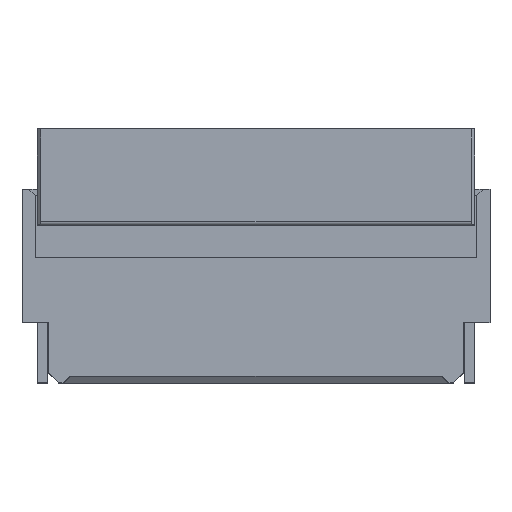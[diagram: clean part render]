
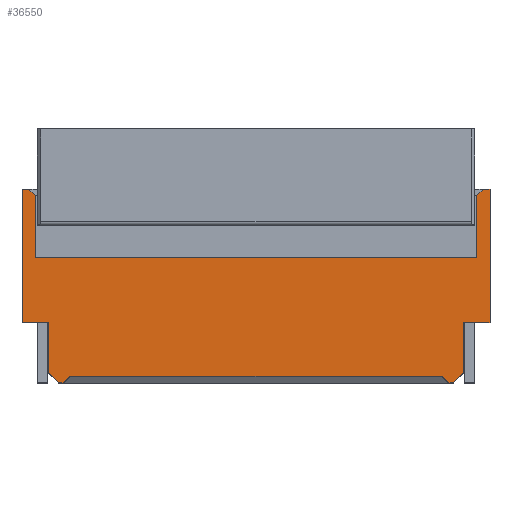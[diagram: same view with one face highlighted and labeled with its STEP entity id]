
A CAD part, top view. The second image highlights one B-rep face of the part: STEP entity #36550.
In plain terms, the highlighted planar face has unit normal (0, 0, 1).
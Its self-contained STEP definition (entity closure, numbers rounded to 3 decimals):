
#100=CARTESIAN_POINT('',(-3.4,1.,1.));
#110=VERTEX_POINT('',#100);
#360=CARTESIAN_POINT('',(-3.3,0.9,1.));
#370=VERTEX_POINT('',#360);
#400=CARTESIAN_POINT('',(13.5,-15.9,1.));
#410=DIRECTION('',(-0.707,0.707,0.));
#420=VECTOR('',#410,1.);
#430=LINE('',#400,#420);
#440=EDGE_CURVE('',#370,#110,#430,.T.);
#2820=CARTESIAN_POINT('',(-3.3,-0.02,1.));
#2830=VERTEX_POINT('',#2820);
#2860=CARTESIAN_POINT('',(-3.3,0.695,1.));
#2870=DIRECTION('',(0.,1.,0.));
#2880=VECTOR('',#2870,1.);
#2890=LINE('',#2860,#2880);
#2900=EDGE_CURVE('',#2830,#370,#2890,.T.);
#5880=CARTESIAN_POINT('',(13.5,1.,1.));
#5890=DIRECTION('',(-1.,0.,0.));
#5900=VECTOR('',#5890,1.);
#5910=LINE('',#5880,#5900);
#5920=CARTESIAN_POINT('',(-3.5,1.,1.));
#5930=VERTEX_POINT('',#5920);
#5940=EDGE_CURVE('',#110,#5930,#5910,.T.);
#15030=CARTESIAN_POINT('',(-2.953,-1.9,1.));
#15040=VERTEX_POINT('',#15030);
#15200=CARTESIAN_POINT('',(-3.103,-1.75,1.));
#15210=VERTEX_POINT('',#15200);
#15240=CARTESIAN_POINT('',(-5.547,0.695,1.));
#15250=DIRECTION('',(0.707,-0.707,
0.));
#15260=VECTOR('',#15250,1.);
#15270=LINE('',#15240,#15260);
#15280=EDGE_CURVE('',#15210,#15040,#15270,.T.);
#22020=CARTESIAN_POINT('',(-2.885,-1.9,1.));
#22030=VERTEX_POINT('',#22020);
#22060=CARTESIAN_POINT('',(-0.29,0.695,
1.));
#22070=DIRECTION('',(0.707,0.707,
0.));
#22080=VECTOR('',#22070,1.);
#22090=LINE('',#22060,#22080);
#22100=CARTESIAN_POINT('',(-2.785,-1.8,1.));
#22110=VERTEX_POINT('',#22100);
#22120=EDGE_CURVE('',#22030,#22110,#22090,.T.);
#22620=CARTESIAN_POINT('',(-3.103,-1.,1.));
#22630=VERTEX_POINT('',#22620);
#22660=CARTESIAN_POINT('',(-3.103,0.695,1.));
#22670=DIRECTION('',(0.,1.,0.));
#22680=VECTOR('',#22670,1.);
#22690=LINE('',#22660,#22680);
#22700=EDGE_CURVE('',#15210,#22630,#22690,.T.);
#23230=CARTESIAN_POINT('',(-3.5,-1.,1.));
#23240=VERTEX_POINT('',#23230);
#23270=CARTESIAN_POINT('',(13.5,-1.,1.));
#23280=DIRECTION('',(1.,0.,0.));
#23290=VECTOR('',#23280,1.);
#23300=LINE('',#23270,#23290);
#23310=EDGE_CURVE('',#23240,#22630,#23300,.T.);
#29210=CARTESIAN_POINT('',(-3.5,0.695,1.));
#29220=DIRECTION('',(0.,1.,0.));
#29230=VECTOR('',#29220,1.);
#29240=LINE('',#29210,#29230);
#29250=EDGE_CURVE('',#23240,#5930,#29240,.T.);
#31580=CARTESIAN_POINT('',(2.885,-1.9,1.));
#31590=VERTEX_POINT('',#31580);
#31620=CARTESIAN_POINT('',(4.,-1.9,1.));
#31630=DIRECTION('',(1.,0.,0.));
#31640=VECTOR('',#31630,1.);
#31650=LINE('',#31620,#31640);
#31660=CARTESIAN_POINT('',(2.953,-1.9,1.));
#31670=VERTEX_POINT('',#31660);
#31680=EDGE_CURVE('',#31590,#31670,#31650,.T.);
#31940=CARTESIAN_POINT('',(-4.,-1.9,1.));
#31950=DIRECTION('',(-1.,0.,0.));
#31960=VECTOR('',#31950,1.);
#31970=LINE('',#31940,#31960);
#31980=EDGE_CURVE('',#22030,#15040,#31970,.T.);
#35620=CARTESIAN_POINT('',(-41.677,-1.494,
1.));
#35630=DIRECTION('',(0.,0.,1.));
#35640=DIRECTION('',(0.,-1.,0.));
#35650=AXIS2_PLACEMENT_3D('',#35620,#35630,#35640);
#35660=PLANE('',#35650);
#35670=CARTESIAN_POINT('',(3.3,0.695,1.));
#35680=DIRECTION('',(0.,1.,0.));
#35690=VECTOR('',#35680,1.);
#35700=LINE('',#35670,#35690);
#35710=CARTESIAN_POINT('',(3.3,-0.02,1.));
#35720=VERTEX_POINT('',#35710);
#35730=CARTESIAN_POINT('',(3.3,0.9,1.));
#35740=VERTEX_POINT('',#35730);
#35750=EDGE_CURVE('',#35720,#35740,#35700,.T.);
#35760=ORIENTED_EDGE('',*,*,#35750,.F.);
#35770=CARTESIAN_POINT('',(-13.5,-15.9,1.));
#35780=DIRECTION('',(0.707,0.707,
0.));
#35790=VECTOR('',#35780,1.);
#35800=LINE('',#35770,#35790);
#35810=CARTESIAN_POINT('',(3.4,1.,1.));
#35820=VERTEX_POINT('',#35810);
#35830=EDGE_CURVE('',#35740,#35820,#35800,.T.);
#35840=ORIENTED_EDGE('',*,*,#35830,.F.);
#35850=CARTESIAN_POINT('',(-13.5,1.,1.));
#35860=DIRECTION('',(1.,0.,0.));
#35870=VECTOR('',#35860,1.);
#35880=LINE('',#35850,#35870);
#35890=CARTESIAN_POINT('',(3.5,1.,1.));
#35900=VERTEX_POINT('',#35890);
#35910=EDGE_CURVE('',#35820,#35900,#35880,.T.);
#35920=ORIENTED_EDGE('',*,*,#35910,.F.);
#35930=CARTESIAN_POINT('',(3.5,0.695,1.));
#35940=DIRECTION('',(0.,1.,0.));
#35950=VECTOR('',#35940,1.);
#35960=LINE('',#35930,#35950);
#35970=CARTESIAN_POINT('',(3.5,-1.,1.));
#35980=VERTEX_POINT('',#35970);
#35990=EDGE_CURVE('',#35980,#35900,#35960,.T.);
#36000=ORIENTED_EDGE('',*,*,#35990,.T.);
#36010=CARTESIAN_POINT('',(-13.5,-1.,1.));
#36020=DIRECTION('',(-1.,0.,0.));
#36030=VECTOR('',#36020,1.);
#36040=LINE('',#36010,#36030);
#36050=CARTESIAN_POINT('',(3.103,-1.,1.));
#36060=VERTEX_POINT('',#36050);
#36070=EDGE_CURVE('',#35980,#36060,#36040,.T.);
#36080=ORIENTED_EDGE('',*,*,#36070,.F.);
#36090=CARTESIAN_POINT('',(3.103,0.695,1.));
#36100=DIRECTION('',(0.,1.,0.));
#36110=VECTOR('',#36100,1.);
#36120=LINE('',#36090,#36110);
#36130=CARTESIAN_POINT('',(3.103,-1.75,1.));
#36140=VERTEX_POINT('',#36130);
#36150=EDGE_CURVE('',#36140,#36060,#36120,.T.);
#36160=ORIENTED_EDGE('',*,*,#36150,.T.);
#36170=CARTESIAN_POINT('',(5.547,0.695,
1.));
#36180=DIRECTION('',(-0.707,-0.707,
0.));
#36190=VECTOR('',#36180,1.);
#36200=LINE('',#36170,#36190);
#36210=EDGE_CURVE('',#36140,#31670,#36200,.T.);
#36220=ORIENTED_EDGE('',*,*,#36210,.F.);
#36230=ORIENTED_EDGE('',*,*,#31680,.T.);
#36240=CARTESIAN_POINT('',(0.29,0.695,
1.));
#36250=DIRECTION('',(-0.707,0.707,
0.));
#36260=VECTOR('',#36250,1.);
#36270=LINE('',#36240,#36260);
#36280=CARTESIAN_POINT('',(2.785,-1.8,1.));
#36290=VERTEX_POINT('',#36280);
#36300=EDGE_CURVE('',#31590,#36290,#36270,.T.);
#36310=ORIENTED_EDGE('',*,*,#36300,.F.);
#36320=CARTESIAN_POINT('',(4.5,-1.8,1.));
#36330=DIRECTION('',(1.,0.,0.));
#36340=VECTOR('',#36330,1.);
#36350=LINE('',#36320,#36340);
#36360=EDGE_CURVE('',#22110,#36290,#36350,.T.);
#36370=ORIENTED_EDGE('',*,*,#36360,.T.);
#36380=ORIENTED_EDGE('',*,*,#22120,.T.);
#36390=ORIENTED_EDGE('',*,*,#31980,.F.);
#36400=ORIENTED_EDGE('',*,*,#15280,.T.);
#36410=ORIENTED_EDGE('',*,*,#22700,.F.);
#36420=ORIENTED_EDGE('',*,*,#23310,.T.);
#36430=ORIENTED_EDGE('',*,*,#29250,.F.);
#36440=ORIENTED_EDGE('',*,*,#5940,.T.);
#36450=ORIENTED_EDGE('',*,*,#440,.T.);
#36460=ORIENTED_EDGE('',*,*,#2900,.T.);
#36470=CARTESIAN_POINT('',(4.5,-0.02,1.));
#36480=DIRECTION('',(1.,0.,0.));
#36490=VECTOR('',#36480,1.);
#36500=LINE('',#36470,#36490);
#36510=EDGE_CURVE('',#2830,#35720,#36500,.T.);
#36520=ORIENTED_EDGE('',*,*,#36510,.F.);
#36530=EDGE_LOOP('',(#36520,#36460,#36450,#36440,#36430,#36420,#36410,
#36400,#36390,#36380,#36370,#36310,#36230,#36220,#36160,#36080,#36000,
#35920,#35840,#35760));
#36540=FACE_OUTER_BOUND('',#36530,.T.);
#36550=ADVANCED_FACE('',(#36540),#35660,.T.);
